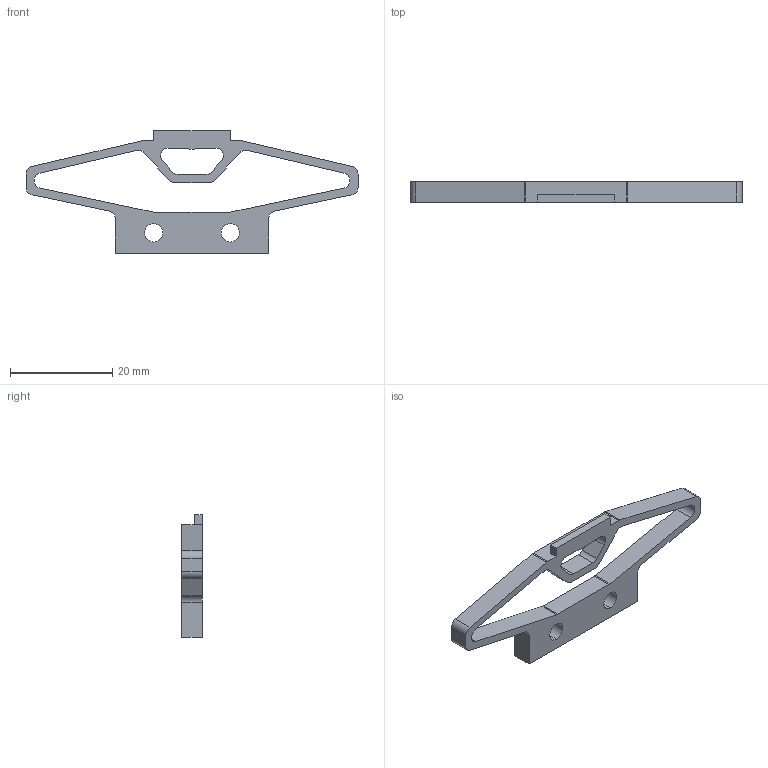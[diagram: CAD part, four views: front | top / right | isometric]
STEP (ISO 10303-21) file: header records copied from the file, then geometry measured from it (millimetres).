
FILE_DESCRIPTION (( 'STEP AP203' ), '1' );
FILE_NAME ('P24_Mouth_Latch_Default.step', '2020-03-06T13:29:18', ( '' ), ( '' ), 'SwSTEP 2.0', 'SolidWorks 2018', '' );
FILE_SCHEMA (( 'CONFIG_CONTROL_DESIGN' ));
Length unit declared in the file: millimetre
Products named in the file (1): P24_Mouth_Latch_Default
Bounding box: 65 x 4 x 24 mm (x, y, z)
Volume: 1788.9 mm3; surface area: 2309.1 mm2
Topology: 1 solids, 1 shells, 65 faces, 185 edges, 122 vertices
Faces by surface type: plane 31, cylinder 30, cone 4
Entity records: 2224 total; most frequent: DIRECTION 381, CARTESIAN_POINT 373, ORIENTED_EDGE 370, EDGE_CURVE 185, AXIS2_PLACEMENT_3D 130, VERTEX_POINT 122, VECTOR 121, LINE 121
